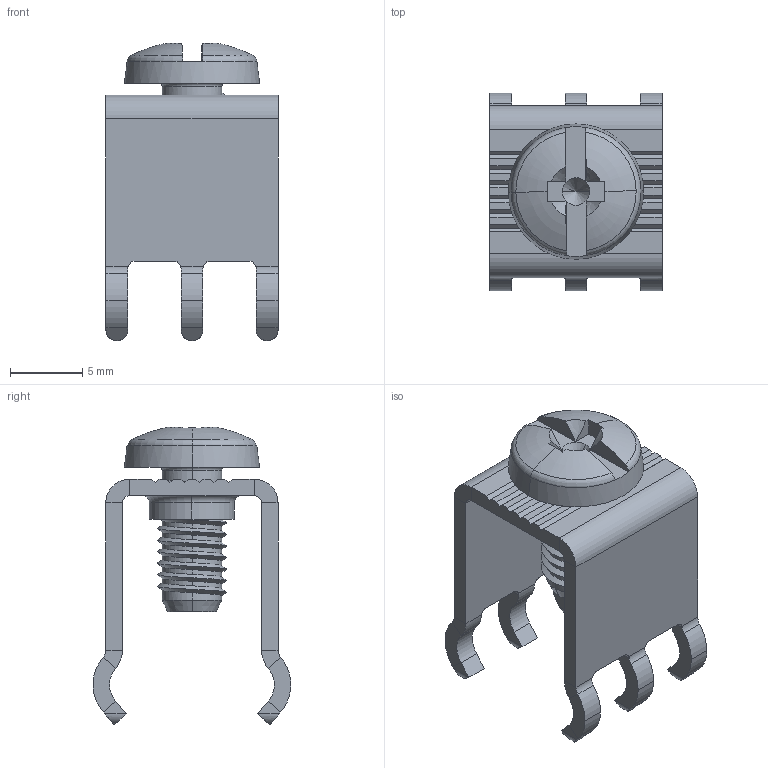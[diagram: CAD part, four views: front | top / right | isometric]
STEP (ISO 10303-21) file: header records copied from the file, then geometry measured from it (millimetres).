
FILE_DESCRIPTION(('FreeCAD Model'),'2;1');
FILE_NAME('Fusion.step','2017-03-07T13:57:55',( 'kicad StepUp'),('ksu MCAD'),'Open CASCADE STEP processor 6.8', 'FreeCAD','Unknown');
FILE_SCHEMA(('AUTOMOTIVE_DESIGN_CC2 { 1 2 10303 214 -1 1 5 4 }'));
Length unit declared in the file: millimetre
Products named in the file (2): ASSEMBLY; Fusion
Assembly tree (1 placements, depth 2):
  ASSEMBLY
    Fusion
Bounding box: 11.94 x 13.71 x 20.6 mm (x, y, z)
Volume: 768.9 mm3; surface area: 1440.6 mm2
Topology: 1 solids, 1 shells, 238 faces, 653 edges, 411 vertices
Faces by surface type: plane 113, cylinder 98, cone 12, torus 7, revolution 4, bspline 4
Entity records: 23463 total; most frequent: CARTESIAN_POINT 16146, ORIENTED_EDGE 1302, DIRECTION 1062, EDGE_CURVE 651, VERTEX_POINT 411, AXIS2_PLACEMENT_3D 370, LINE 318, VECTOR 318
